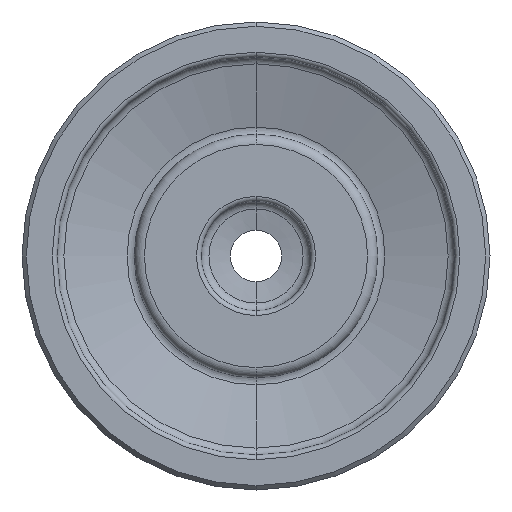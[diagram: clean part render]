
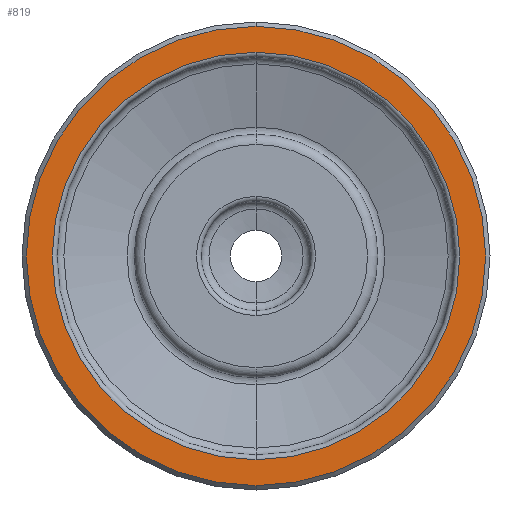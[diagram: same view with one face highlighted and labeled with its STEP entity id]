
A CAD part, front view. The second image highlights one B-rep face of the part: STEP entity #819.
In plain terms, the highlighted planar face has unit normal (0, -1, 0).
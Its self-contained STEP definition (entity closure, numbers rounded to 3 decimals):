
#38 = DIRECTION ( 'NONE',  ( 0., -1., 0. ) ) ;
#57 = EDGE_CURVE ( 'NONE', #1023, #402, #222, .T. ) ;
#76 = DIRECTION ( 'NONE',  ( 0., -1., 0. ) ) ;
#102 = EDGE_LOOP ( 'NONE', ( #530, #245 ) ) ;
#103 = ORIENTED_EDGE ( 'NONE', *, *, #57, .T. ) ;
#155 = EDGE_CURVE ( 'NONE', #361, #504, #742, .T. ) ;
#156 = AXIS2_PLACEMENT_3D ( 'NONE', #528, #38, #620 ) ;
#221 = AXIS2_PLACEMENT_3D ( 'NONE', #980, #1057, #566 ) ;
#222 = CIRCLE ( 'NONE', #780, 24.517 ) ;
#229 = EDGE_CURVE ( 'NONE', #504, #361, #878, .T. ) ;
#245 = ORIENTED_EDGE ( 'NONE', *, *, #229, .T. ) ;
#300 = CARTESIAN_POINT ( 'NONE',  ( 0., 0.706, 24.517 ) ) ;
#361 = VERTEX_POINT ( 'NONE', #865 ) ;
#392 = CIRCLE ( 'NONE', #156, 24.517 ) ;
#402 = VERTEX_POINT ( 'NONE', #300 ) ;
#449 = CARTESIAN_POINT ( 'NONE',  ( 0., 0.706, 0. ) ) ;
#470 = CARTESIAN_POINT ( 'NONE',  ( 0., 0.706, 0. ) ) ;
#494 = PLANE ( 'NONE',  #221 ) ;
#504 = VERTEX_POINT ( 'NONE', #989 ) ;
#518 = DIRECTION ( 'NONE',  ( 0., 0., -1. ) ) ;
#528 = CARTESIAN_POINT ( 'NONE',  ( 0., 0.706, 0. ) ) ;
#530 = ORIENTED_EDGE ( 'NONE', *, *, #155, .T. ) ;
#546 = EDGE_LOOP ( 'NONE', ( #665, #103 ) ) ;
#548 = AXIS2_PLACEMENT_3D ( 'NONE', #449, #1009, #518 ) ;
#566 = DIRECTION ( 'NONE',  ( 0., 0., -1. ) ) ;
#569 = CARTESIAN_POINT ( 'NONE',  ( 0., 0.706, 0. ) ) ;
#593 = CARTESIAN_POINT ( 'NONE',  ( 0., 0.706, -24.517 ) ) ;
#615 = AXIS2_PLACEMENT_3D ( 'NONE', #470, #776, #769 ) ;
#620 = DIRECTION ( 'NONE',  ( 0., 0., -1. ) ) ;
#655 = DIRECTION ( 'NONE',  ( 0., 0., -1. ) ) ;
#665 = ORIENTED_EDGE ( 'NONE', *, *, #929, .T. ) ;
#703 = FACE_OUTER_BOUND ( 'NONE', #546, .T. ) ;
#742 = CIRCLE ( 'NONE', #615, 21.75 ) ;
#769 = DIRECTION ( 'NONE',  ( 0., 0., -1. ) ) ;
#776 = DIRECTION ( 'NONE',  ( 0., 1., 0. ) ) ;
#780 = AXIS2_PLACEMENT_3D ( 'NONE', #569, #76, #655 ) ;
#819 = ADVANCED_FACE ( 'NONE', ( #703, #889 ), #494, .T. ) ;
#865 = CARTESIAN_POINT ( 'NONE',  ( 0., 0.706, -21.75 ) ) ;
#878 = CIRCLE ( 'NONE', #548, 21.75 ) ;
#889 = FACE_BOUND ( 'NONE', #102, .T. ) ;
#929 = EDGE_CURVE ( 'NONE', #402, #1023, #392, .T. ) ;
#980 = CARTESIAN_POINT ( 'NONE',  ( 21.25, 0.706, 0. ) ) ;
#989 = CARTESIAN_POINT ( 'NONE',  ( 0., 0.706, 21.75 ) ) ;
#1009 = DIRECTION ( 'NONE',  ( 0., 1., 0. ) ) ;
#1023 = VERTEX_POINT ( 'NONE', #593 ) ;
#1057 = DIRECTION ( 'NONE',  ( 0., -1., 0. ) ) ;
